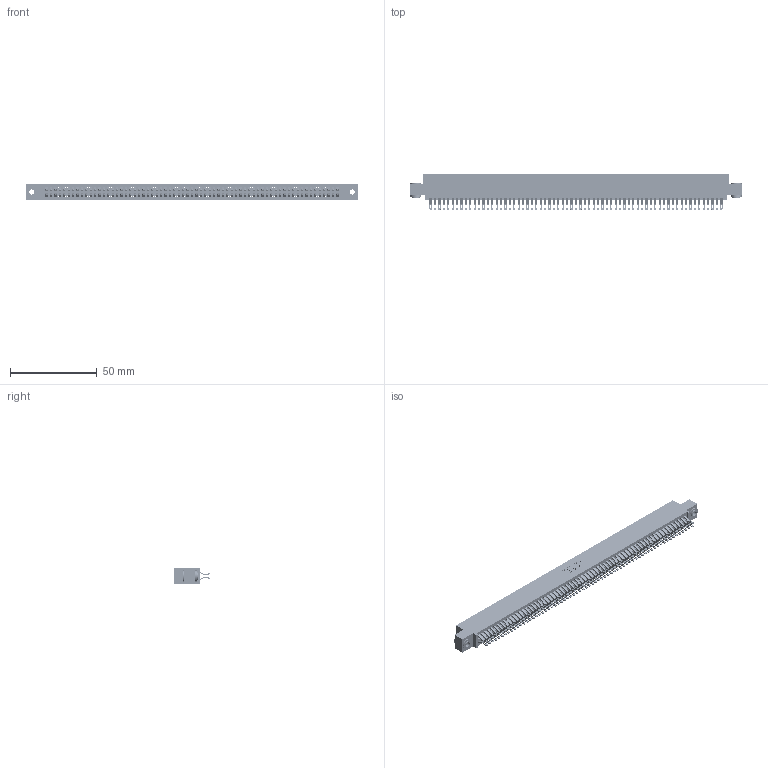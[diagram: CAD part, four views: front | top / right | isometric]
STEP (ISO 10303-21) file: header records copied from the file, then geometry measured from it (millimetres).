
FILE_DESCRIPTION (( 'STEP AP203' ), '1' );
FILE_NAME ('395-134-555-503.STEP', '2018-12-05T04:28:01', ( '' ), ( '' ), 'SwSTEP 2.0', 'SolidWorks 2016', '' );
FILE_SCHEMA (( 'CONFIG_CONTROL_DESIGN' ));
Length unit declared in the file: inch
Products named in the file (4): 345-292-001_555 Tail; 395-134-555-503; 345 Part_0.110 Offset - 0.156 Dia-TH; 345-250-002_345-250-002-102
Assembly tree (137 placements, depth 2):
  395-134-555-503
    345 Part_0.110 Offset - 0.156 Dia-TH
    345-292-001_555 Tail  x134
    345-250-002_345-250-002-102  x2
Bounding box: 191.39 x 21.13 x 9.4 mm (x, y, z)
Volume: 19158.5 mm3; surface area: 30453.2 mm2
Topology: 137 solids, 137 shells, 7672 faces, 24147 edges, 16094 vertices
Faces by surface type: plane 4248, cylinder 3416, cone 8
Entity records: 50312 total; most frequent: CARTESIAN_POINT 8421, ORIENTED_EDGE 8318, DIRECTION 7393, EDGE_CURVE 4159, LINE 3715, VECTOR 3715, VERTEX_POINT 2770, AXIS2_PLACEMENT_3D 1839
